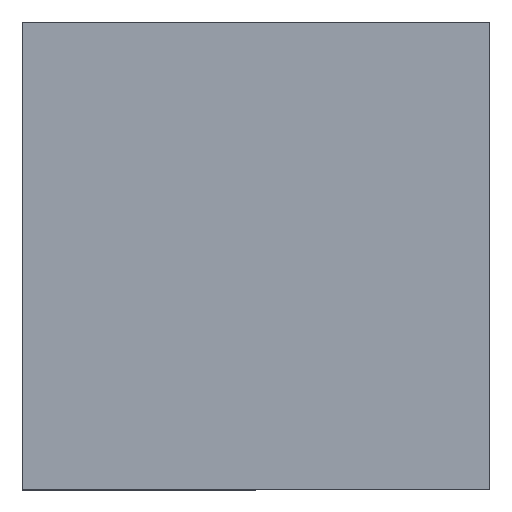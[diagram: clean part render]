
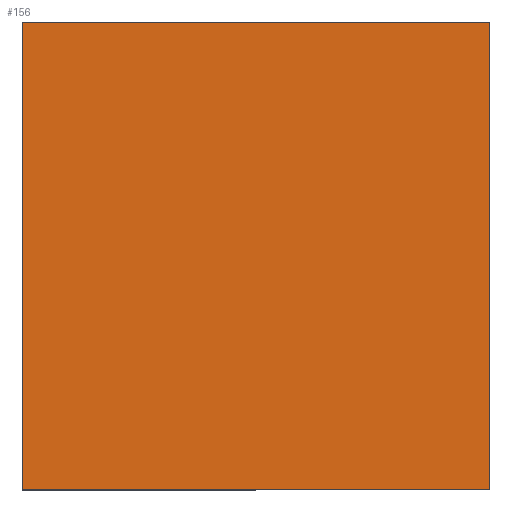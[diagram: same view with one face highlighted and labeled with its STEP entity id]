
A CAD part, top view. The second image highlights one B-rep face of the part: STEP entity #156.
In plain terms, the highlighted planar face has unit normal (0, 0, 1).
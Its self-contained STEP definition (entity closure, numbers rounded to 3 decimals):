
#8 = EDGE_LOOP ( 'NONE', ( #186, #52, #27, #179 ) ) ;
#21 = CARTESIAN_POINT ( 'NONE',  ( 15., 15., 4.75 ) ) ;
#23 = FACE_OUTER_BOUND ( 'NONE', #8, .T. ) ;
#27 = ORIENTED_EDGE ( 'NONE', *, *, #115, .T. ) ;
#38 = DIRECTION ( 'NONE',  ( 0., -1., 0. ) ) ;
#44 = VERTEX_POINT ( 'NONE', #180 ) ;
#45 = VECTOR ( 'NONE', #38, 1000. ) ;
#52 = ORIENTED_EDGE ( 'NONE', *, *, #89, .T. ) ;
#55 = DIRECTION ( 'NONE',  ( 1., 0., 0. ) ) ;
#69 = CARTESIAN_POINT ( 'NONE',  ( 15., -15., 4.75 ) ) ;
#70 = LINE ( 'NONE', #122, #84 ) ;
#78 = EDGE_CURVE ( 'NONE', #79, #44, #228, .T. ) ;
#79 = VERTEX_POINT ( 'NONE', #143 ) ;
#84 = VECTOR ( 'NONE', #55, 1000. ) ;
#86 = CARTESIAN_POINT ( 'NONE',  ( 15., -15., 4.75 ) ) ;
#89 = EDGE_CURVE ( 'NONE', #44, #130, #70, .T. ) ;
#100 = LINE ( 'NONE', #86, #178 ) ;
#102 = VERTEX_POINT ( 'NONE', #21 ) ;
#104 = CARTESIAN_POINT ( 'NONE',  ( 0., 0., 4.75 ) ) ;
#106 = DIRECTION ( 'NONE',  ( 1., 0., 0. ) ) ;
#109 = VECTOR ( 'NONE', #205, 1000. ) ;
#112 = LINE ( 'NONE', #181, #109 ) ;
#115 = EDGE_CURVE ( 'NONE', #130, #102, #100, .T. ) ;
#119 = DIRECTION ( 'NONE',  ( 0., 0., 1. ) ) ;
#122 = CARTESIAN_POINT ( 'NONE',  ( 15., -15., 4.75 ) ) ;
#123 = CARTESIAN_POINT ( 'NONE',  ( -15., -15., 4.75 ) ) ;
#130 = VERTEX_POINT ( 'NONE', #69 ) ;
#143 = CARTESIAN_POINT ( 'NONE',  ( -15., 15., 4.75 ) ) ;
#146 = DIRECTION ( 'NONE',  ( 0., 1., 0. ) ) ;
#156 = ADVANCED_FACE ( 'NONE', ( #23 ), #219, .T. ) ;
#178 = VECTOR ( 'NONE', #146, 1000. ) ;
#179 = ORIENTED_EDGE ( 'NONE', *, *, #188, .T. ) ;
#180 = CARTESIAN_POINT ( 'NONE',  ( -15., -15., 4.75 ) ) ;
#181 = CARTESIAN_POINT ( 'NONE',  ( 15., 15., 4.75 ) ) ;
#186 = ORIENTED_EDGE ( 'NONE', *, *, #78, .T. ) ;
#188 = EDGE_CURVE ( 'NONE', #102, #79, #112, .T. ) ;
#202 = AXIS2_PLACEMENT_3D ( 'NONE', #104, #119, #106 ) ;
#205 = DIRECTION ( 'NONE',  ( -1., 0., 0. ) ) ;
#219 = PLANE ( 'NONE',  #202 ) ;
#228 = LINE ( 'NONE', #123, #45 ) ;
